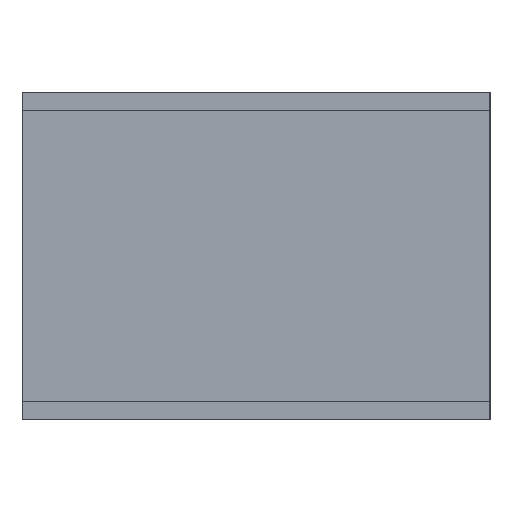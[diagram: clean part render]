
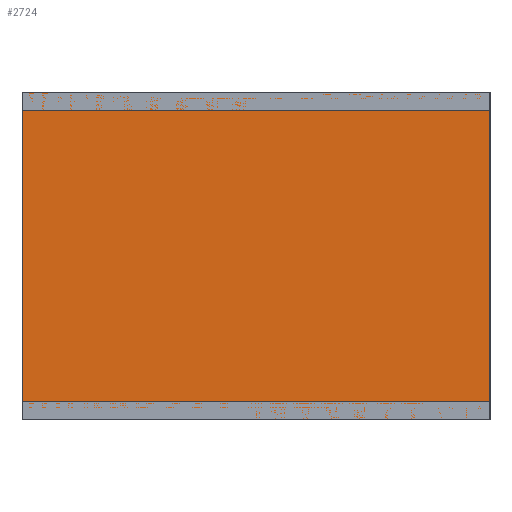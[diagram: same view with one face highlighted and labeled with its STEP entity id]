
A CAD part, left-side view. The second image highlights one B-rep face of the part: STEP entity #2724.
In plain terms, the highlighted planar face has unit normal (-1, 0, 0).
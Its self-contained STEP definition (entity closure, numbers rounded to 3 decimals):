
#2724 = ADVANCED_FACE('',(#2725),#2739,.F.);
#2725 = FACE_BOUND('',#2726,.F.);
#2726 = EDGE_LOOP('',(#2727,#2762,#2790,#2818));
#2727 = ORIENTED_EDGE('',*,*,#2728,.T.);
#2728 = EDGE_CURVE('',#2729,#2731,#2733,.T.);
#2729 = VERTEX_POINT('',#2730);
#2730 = CARTESIAN_POINT('',(-0.5,0.25,0.));
#2731 = VERTEX_POINT('',#2732);
#2732 = CARTESIAN_POINT('',(-0.5,0.25,0.35));
#2733 = SURFACE_CURVE('',#2734,(#2738,#2750),.PCURVE_S1.);
#2734 = LINE('',#2735,#2736);
#2735 = CARTESIAN_POINT('',(-0.5,0.25,0.));
#2736 = VECTOR('',#2737,1.);
#2737 = DIRECTION('',(0.,0.,1.));
#2738 = PCURVE('',#2739,#2744);
#2739 = PLANE('',#2740);
#2740 = AXIS2_PLACEMENT_3D('',#2741,#2742,#2743);
#2741 = CARTESIAN_POINT('',(-0.5,0.25,0.));
#2742 = DIRECTION('',(1.,0.,0.));
#2743 = DIRECTION('',(0.,-1.,0.));
#2744 = DEFINITIONAL_REPRESENTATION('',(#2745),#2749);
#2745 = LINE('',#2746,#2747);
#2746 = CARTESIAN_POINT('',(0.,0.));
#2747 = VECTOR('',#2748,1.);
#2748 = DIRECTION('',(0.,-1.));
#2749 = ( GEOMETRIC_REPRESENTATION_CONTEXT(2) 
PARAMETRIC_REPRESENTATION_CONTEXT() REPRESENTATION_CONTEXT('2D SPACE',''
  ) );
#2750 = PCURVE('',#2751,#2756);
#2751 = PLANE('',#2752);
#2752 = AXIS2_PLACEMENT_3D('',#2753,#2754,#2755);
#2753 = CARTESIAN_POINT('',(-0.48,0.25,0.));
#2754 = DIRECTION('',(0.,-1.,0.));
#2755 = DIRECTION('',(-1.,0.,0.));
#2756 = DEFINITIONAL_REPRESENTATION('',(#2757),#2761);
#2757 = LINE('',#2758,#2759);
#2758 = CARTESIAN_POINT('',(0.02,0.));
#2759 = VECTOR('',#2760,1.);
#2760 = DIRECTION('',(0.,-1.));
#2761 = ( GEOMETRIC_REPRESENTATION_CONTEXT(2) 
PARAMETRIC_REPRESENTATION_CONTEXT() REPRESENTATION_CONTEXT('2D SPACE',''
  ) );
#2762 = ORIENTED_EDGE('',*,*,#2763,.T.);
#2763 = EDGE_CURVE('',#2731,#2764,#2766,.T.);
#2764 = VERTEX_POINT('',#2765);
#2765 = CARTESIAN_POINT('',(-0.5,-0.25,0.35));
#2766 = SURFACE_CURVE('',#2767,(#2771,#2778),.PCURVE_S1.);
#2767 = LINE('',#2768,#2769);
#2768 = CARTESIAN_POINT('',(-0.5,0.25,0.35));
#2769 = VECTOR('',#2770,1.);
#2770 = DIRECTION('',(0.,-1.,0.));
#2771 = PCURVE('',#2739,#2772);
#2772 = DEFINITIONAL_REPRESENTATION('',(#2773),#2777);
#2773 = LINE('',#2774,#2775);
#2774 = CARTESIAN_POINT('',(0.,-0.35));
#2775 = VECTOR('',#2776,1.);
#2776 = DIRECTION('',(1.,0.));
#2777 = ( GEOMETRIC_REPRESENTATION_CONTEXT(2) 
PARAMETRIC_REPRESENTATION_CONTEXT() REPRESENTATION_CONTEXT('2D SPACE',''
  ) );
#2778 = PCURVE('',#2779,#2784);
#2779 = PLANE('',#2780);
#2780 = AXIS2_PLACEMENT_3D('',#2781,#2782,#2783);
#2781 = CARTESIAN_POINT('',(-0.49,0.,0.35));
#2782 = DIRECTION('',(0.,0.,1.));
#2783 = DIRECTION('',(1.,0.,0.));
#2784 = DEFINITIONAL_REPRESENTATION('',(#2785),#2789);
#2785 = LINE('',#2786,#2787);
#2786 = CARTESIAN_POINT('',(-0.01,0.25));
#2787 = VECTOR('',#2788,1.);
#2788 = DIRECTION('',(0.,-1.));
#2789 = ( GEOMETRIC_REPRESENTATION_CONTEXT(2) 
PARAMETRIC_REPRESENTATION_CONTEXT() REPRESENTATION_CONTEXT('2D SPACE',''
  ) );
#2790 = ORIENTED_EDGE('',*,*,#2791,.F.);
#2791 = EDGE_CURVE('',#2792,#2764,#2794,.T.);
#2792 = VERTEX_POINT('',#2793);
#2793 = CARTESIAN_POINT('',(-0.5,-0.25,0.));
#2794 = SURFACE_CURVE('',#2795,(#2799,#2806),.PCURVE_S1.);
#2795 = LINE('',#2796,#2797);
#2796 = CARTESIAN_POINT('',(-0.5,-0.25,0.));
#2797 = VECTOR('',#2798,1.);
#2798 = DIRECTION('',(0.,0.,1.));
#2799 = PCURVE('',#2739,#2800);
#2800 = DEFINITIONAL_REPRESENTATION('',(#2801),#2805);
#2801 = LINE('',#2802,#2803);
#2802 = CARTESIAN_POINT('',(0.5,0.));
#2803 = VECTOR('',#2804,1.);
#2804 = DIRECTION('',(0.,-1.));
#2805 = ( GEOMETRIC_REPRESENTATION_CONTEXT(2) 
PARAMETRIC_REPRESENTATION_CONTEXT() REPRESENTATION_CONTEXT('2D SPACE',''
  ) );
#2806 = PCURVE('',#2807,#2812);
#2807 = PLANE('',#2808);
#2808 = AXIS2_PLACEMENT_3D('',#2809,#2810,#2811);
#2809 = CARTESIAN_POINT('',(-0.5,-0.25,0.));
#2810 = DIRECTION('',(0.,1.,0.));
#2811 = DIRECTION('',(1.,0.,0.));
#2812 = DEFINITIONAL_REPRESENTATION('',(#2813),#2817);
#2813 = LINE('',#2814,#2815);
#2814 = CARTESIAN_POINT('',(0.,0.));
#2815 = VECTOR('',#2816,1.);
#2816 = DIRECTION('',(0.,-1.));
#2817 = ( GEOMETRIC_REPRESENTATION_CONTEXT(2) 
PARAMETRIC_REPRESENTATION_CONTEXT() REPRESENTATION_CONTEXT('2D SPACE',''
  ) );
#2818 = ORIENTED_EDGE('',*,*,#2819,.F.);
#2819 = EDGE_CURVE('',#2729,#2792,#2820,.T.);
#2820 = SURFACE_CURVE('',#2821,(#2825,#2832),.PCURVE_S1.);
#2821 = LINE('',#2822,#2823);
#2822 = CARTESIAN_POINT('',(-0.5,0.25,0.));
#2823 = VECTOR('',#2824,1.);
#2824 = DIRECTION('',(0.,-1.,0.));
#2825 = PCURVE('',#2739,#2826);
#2826 = DEFINITIONAL_REPRESENTATION('',(#2827),#2831);
#2827 = LINE('',#2828,#2829);
#2828 = CARTESIAN_POINT('',(0.,0.));
#2829 = VECTOR('',#2830,1.);
#2830 = DIRECTION('',(1.,0.));
#2831 = ( GEOMETRIC_REPRESENTATION_CONTEXT(2) 
PARAMETRIC_REPRESENTATION_CONTEXT() REPRESENTATION_CONTEXT('2D SPACE',''
  ) );
#2832 = PCURVE('',#2833,#2838);
#2833 = PLANE('',#2834);
#2834 = AXIS2_PLACEMENT_3D('',#2835,#2836,#2837);
#2835 = CARTESIAN_POINT('',(-0.49,0.,0.));
#2836 = DIRECTION('',(0.,0.,1.));
#2837 = DIRECTION('',(1.,0.,0.));
#2838 = DEFINITIONAL_REPRESENTATION('',(#2839),#2843);
#2839 = LINE('',#2840,#2841);
#2840 = CARTESIAN_POINT('',(-0.01,0.25));
#2841 = VECTOR('',#2842,1.);
#2842 = DIRECTION('',(0.,-1.));
#2843 = ( GEOMETRIC_REPRESENTATION_CONTEXT(2) 
PARAMETRIC_REPRESENTATION_CONTEXT() REPRESENTATION_CONTEXT('2D SPACE',''
  ) );
